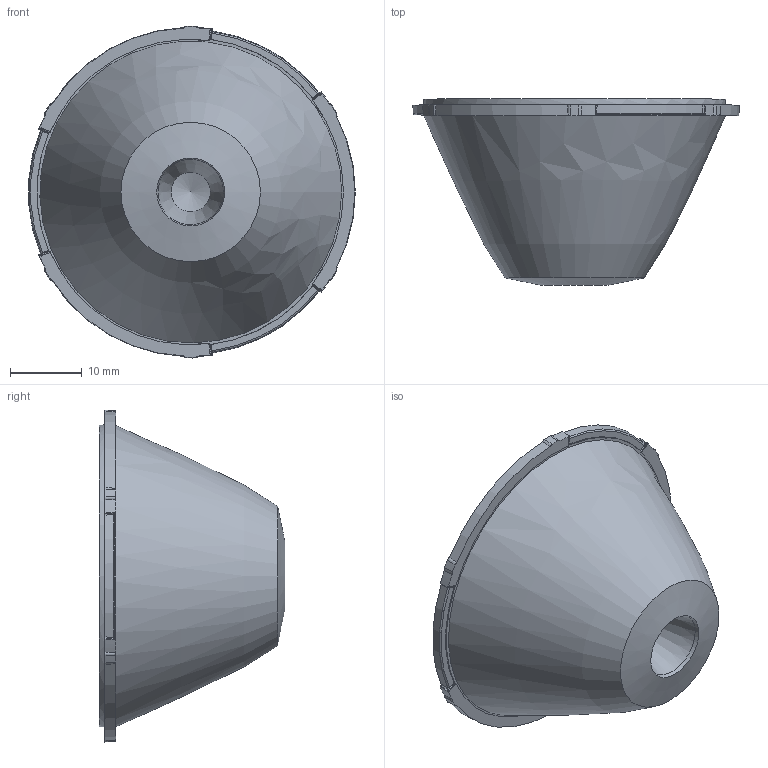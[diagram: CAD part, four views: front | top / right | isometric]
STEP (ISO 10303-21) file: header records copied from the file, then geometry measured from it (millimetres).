
FILE_DESCRIPTION(('STEP AP214'),'1');
FILE_NAME('220708_X75187_3D_VEGA_COMMERCIAL.stp','2022-07-12T10:00:36',(' '),(' '),'Spatial InterOp 3D',' ',' ');
FILE_SCHEMA(('AUTOMOTIVE_DESIGN { 1 0 10303 214 1 1 1 1 }'));
Length unit declared in the file: millimetre
Products named in the file (3): 220708_X75187_3D_VEGA_COMMERCIAL; 220204_X741625_3D_VEGA45C_ind03_collerette_uniquement
Assembly tree (2 placements, depth 2):
  220708_X75187_3D_VEGA_COMMERCIAL
    220204_X741625_3D_VEGA45C_ind03_collerette_uniquement
    220708_X75187_3D_VEGA_COMMERCIAL
Bounding box: 45.63 x 25.99 x 46.4 mm (x, y, z)
Volume: 22177.9 mm3; surface area: 5961.8 mm2
Topology: 2 solids, 2 shells, 181 faces, 483 edges, 297 vertices
Faces by surface type: bspline 68, cone 41, cylinder 40, plane 24, torus 6, revolution 2
Full cylindrical faces by diameter (mm): 42.7 x1
Entity records: 14653 total; most frequent: CARTESIAN_POINT 9230, ORIENTED_EDGE 924, DIRECTION 664, EDGE_CURVE 462, AXIS2_PLACEMENT_3D 295, VERTEX_POINT 294, B_SPLINE_CURVE_WITH_KNOTS 211, EDGE_LOOP 190
